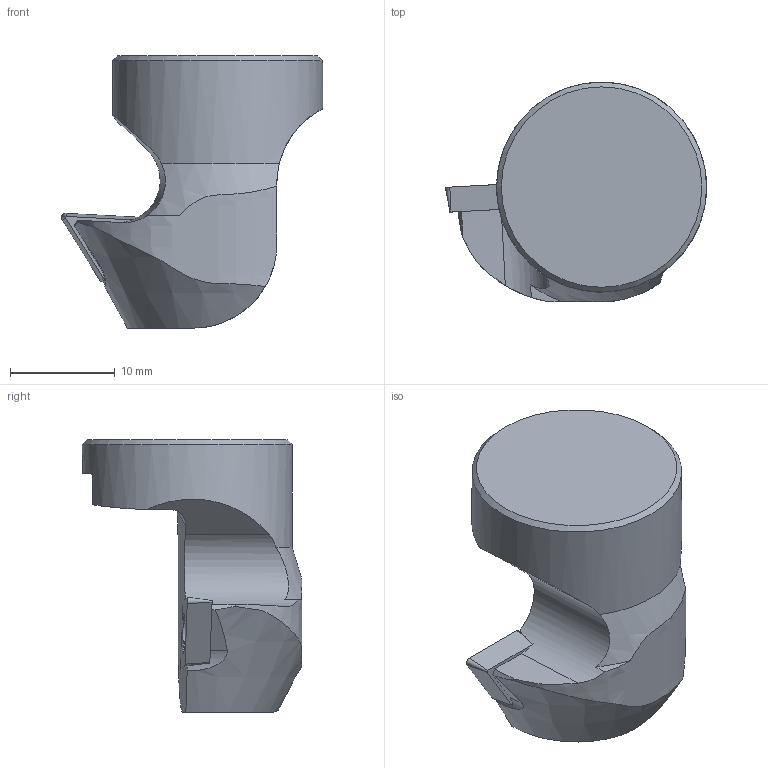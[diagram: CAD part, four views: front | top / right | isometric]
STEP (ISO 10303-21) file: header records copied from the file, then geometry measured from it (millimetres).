
FILE_DESCRIPTION(/* description */ (''),/* implementation_level */ '2;1');
FILE_NAME(/* name */ '1720079461373.stp',/* time_stamp */ '2024-07-04T09:51:05+02:00',/* author */ (''),/* organization */ ('SMS'),/* preprocessor_version */ 'ST-DEVELOPER v16.7',/* originating_system */ 'SIEMENS PLM Software NX 12.0',/* authorisation */ '');
FILE_SCHEMA (('AUTOMOTIVE_DESIGN { 1 0 10303 214 3 1 1 1 }'));
Length unit declared in the file: millimetre
Products named in the file (4): IsoTurningInsert; ASSEMBLY_CONSTRUCTION; 205401788mod000_00; 205401791mod000_00
Assembly tree (3 placements, depth 2):
  205401791mod000_00
    205401788mod000_00
    ASSEMBLY_CONSTRUCTION
    IsoTurningInsert
Bounding box: 24.87 x 20.9 x 25.94 mm (x, y, z)
Volume: 4629.1 mm3; surface area: 2095.5 mm2
Topology: 2 solids, 2 shells, 46 faces, 122 edges, 87 vertices
Faces by surface type: plane 23, cylinder 9, cone 9, torus 4, extrusion 1
Full cylindrical faces by diameter (mm): 2.8 x2, 20 x1
Entity records: 1763 total; most frequent: CARTESIAN_POINT 526, DIRECTION 236, ORIENTED_EDGE 210, EDGE_CURVE 105, AXIS2_PLACEMENT_3D 94, VERTEX_POINT 74, EDGE_LOOP 59, VECTOR 48
